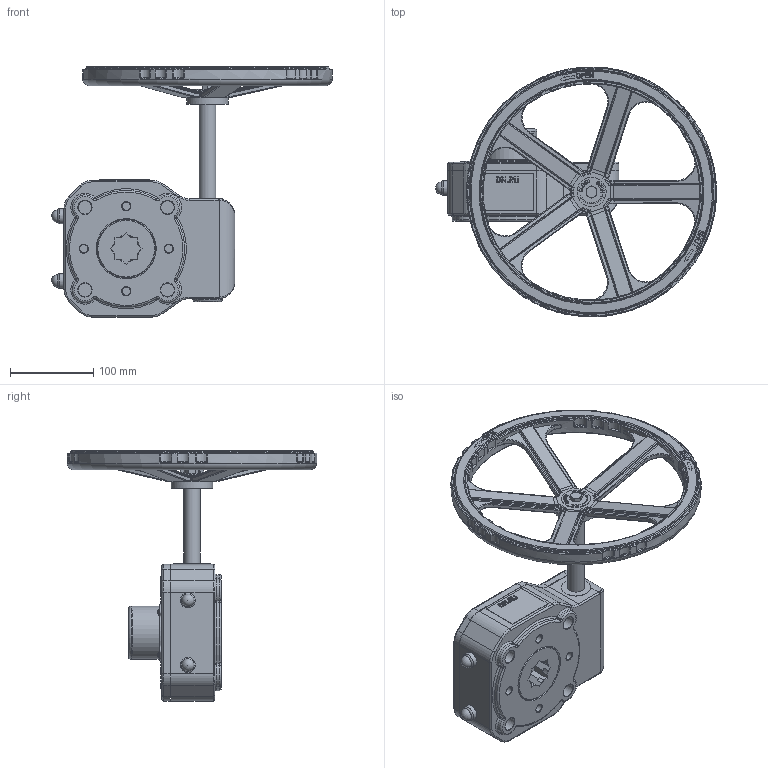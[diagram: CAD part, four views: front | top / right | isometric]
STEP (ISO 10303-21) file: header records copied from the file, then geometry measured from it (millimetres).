
FILE_DESCRIPTION(/* description */ (''),/* implementation_level */ '2;1');
FILE_NAME(/* name */ 'HGB-4-F14_3D_STEP.stp',/* time_stamp */ '2024-08-15T23:29:04+03:00',/* author */ ('igorr'),/* organization */ (''),/* preprocessor_version */ 'ST-DEVELOPER v20',/* originating_system */ 'Autodesk Inventor 2025',/* authorisation */ '');
FILE_SCHEMA (('AUTOMOTIVE_DESIGN { 1 0 10303 214 3 1 1 }'));
Products named in the file (7): Сборка; Деталь1; Деталь 2; Деталь 3; AS 1427 - M3,5 x 5; AS 1110 - M8 x 12; BS 4168 - M10 x 16
Assembly tree (12 placements, depth 2):
  Сборка
    Деталь1
    Деталь 2
    Деталь 3
    AS 1427 - M3,5 x 5  x4
    AS 1110 - M8 x 12
    BS 4168 - M10 x 16  x4
Bounding box: 337.28 x 299.76 x 300 mm (x, y, z)
Volume: 2597249.4 mm3; surface area: 328269.6 mm2
Topology: 12 solids, 12 shells, 2575 faces, 6555 edges, 4125 vertices
Faces by surface type: plane 858, bspline 629, cylinder 524, torus 384, sphere 104, cone 76
Full cylindrical faces by diameter (mm): 3.132 x4, 3.5 x4, 8 x9, 10 x8, 13 x1, 15 x1, 16 x4, 18 x2, 20 x5, 35 x3, 50 x1, 55 x1, 56 x1, 60 x1, 60.514 x1, 62 x1, 64 x1, 70 x1, 72 x1, 260 x1, 268 x1, 292 x1, 300 x1
Entity records: 90204 total; most frequent: CARTESIAN_POINT 31855, ORIENTED_EDGE 12430, DIRECTION 10402, EDGE_CURVE 6215, VERTEX_POINT 3909, AXIS2_PLACEMENT_3D 3820, LINE 2762, VECTOR 2762
